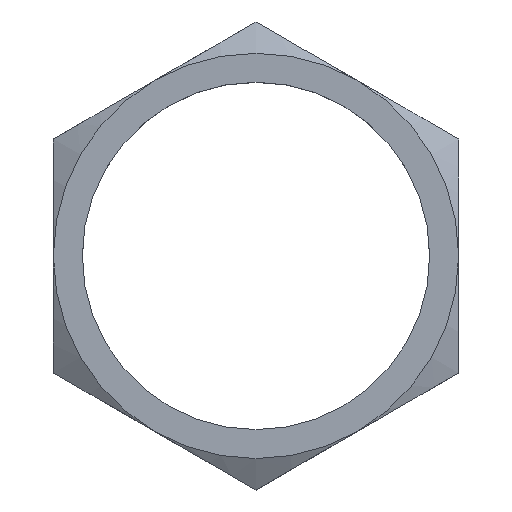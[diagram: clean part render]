
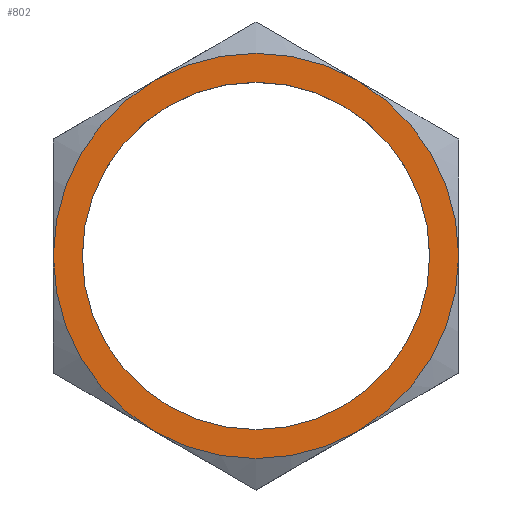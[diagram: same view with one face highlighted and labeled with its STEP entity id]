
A CAD part, top view. The second image highlights one B-rep face of the part: STEP entity #802.
In plain terms, the highlighted planar face has unit normal (0, 0, 1).
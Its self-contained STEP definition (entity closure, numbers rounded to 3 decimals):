
#70=CARTESIAN_POINT('',(-6.0,0.0,17.6));
#71=VERTEX_POINT('',#70);
#80=CARTESIAN_POINT('',(6.0,0.,17.6));
#81=VERTEX_POINT('',#80);
#82=CARTESIAN_POINT('',(0.0,0.0,17.6));
#83=DIRECTION('',(0.0,0.0,-1.0));
#84=DIRECTION('',(-1.0,0.0,0.0));
#85=AXIS2_PLACEMENT_3D('',#82,#83,#84);
#86=CIRCLE('',#85,6.0);
#87=EDGE_CURVE('',#81,#71,#86,.T.);
#121=CARTESIAN_POINT('',(0.0,0.0,17.6));
#122=DIRECTION('',(0.0,0.0,-1.0));
#123=DIRECTION('',(-1.0,0.0,0.0));
#124=AXIS2_PLACEMENT_3D('',#121,#122,#123);
#125=CIRCLE('',#124,6.0);
#126=EDGE_CURVE('',#71,#81,#125,.T.);
#138=CARTESIAN_POINT('',(3.5,-6.062,17.6));
#139=VERTEX_POINT('',#138);
#153=CARTESIAN_POINT('',(7.0,0.,17.6));
#154=VERTEX_POINT('',#153);
#168=CARTESIAN_POINT('',(0.0,0.,17.6));
#169=DIRECTION('',(0.0,0.0,1.0));
#170=DIRECTION('',(0.866,0.5,0.0));
#171=AXIS2_PLACEMENT_3D('',#168,#169,#170);
#172=CIRCLE('',#171,7.);
#173=EDGE_CURVE('',#139,#154,#172,.T.);
#183=CARTESIAN_POINT('',(3.5,6.062,17.6));
#184=VERTEX_POINT('',#183);
#200=CARTESIAN_POINT('',(0.0,0.,17.6));
#201=DIRECTION('',(0.0,0.0,1.0));
#202=DIRECTION('',(0.866,0.5,0.0));
#203=AXIS2_PLACEMENT_3D('',#200,#201,#202);
#204=CIRCLE('',#203,7.);
#205=EDGE_CURVE('',#154,#184,#204,.T.);
#230=CARTESIAN_POINT('',(-3.5,-6.062,17.6));
#231=VERTEX_POINT('',#230);
#258=CARTESIAN_POINT('',(0.0,0.,17.6));
#259=DIRECTION('',(0.0,0.0,1.0));
#260=DIRECTION('',(0.866,0.5,0.0));
#261=AXIS2_PLACEMENT_3D('',#258,#259,#260);
#262=CIRCLE('',#261,7.);
#263=EDGE_CURVE('',#231,#139,#262,.T.);
#275=CARTESIAN_POINT('',(-7.0,0.,17.6));
#276=VERTEX_POINT('',#275);
#303=CARTESIAN_POINT('',(0.0,0.,17.6));
#304=DIRECTION('',(0.0,0.0,1.0));
#305=DIRECTION('',(0.866,0.5,0.0));
#306=AXIS2_PLACEMENT_3D('',#303,#304,#305);
#307=CIRCLE('',#306,7.);
#308=EDGE_CURVE('',#276,#231,#307,.T.);
#318=CARTESIAN_POINT('',(-3.5,6.062,17.6));
#319=VERTEX_POINT('',#318);
#335=CARTESIAN_POINT('',(0.0,0.,17.6));
#336=DIRECTION('',(0.0,0.0,1.0));
#337=DIRECTION('',(0.866,0.5,0.0));
#338=AXIS2_PLACEMENT_3D('',#335,#336,#337);
#339=CIRCLE('',#338,7.);
#340=EDGE_CURVE('',#184,#319,#339,.T.);
#378=CARTESIAN_POINT('',(0.0,0.,17.6));
#379=DIRECTION('',(0.0,0.0,1.0));
#380=DIRECTION('',(0.866,0.5,0.0));
#381=AXIS2_PLACEMENT_3D('',#378,#379,#380);
#382=CIRCLE('',#381,7.);
#383=EDGE_CURVE('',#319,#276,#382,.T.);
#785=CARTESIAN_POINT('',(7.7,7.687,17.6));
#786=DIRECTION('',(0.0,0.0,-1.0));
#787=DIRECTION('',(-1.0,0.0,0.0));
#788=AXIS2_PLACEMENT_3D('',#785,#786,#787);
#789=PLANE('',#788);
#790=ORIENTED_EDGE('',*,*,#205,.T.);
#791=ORIENTED_EDGE('',*,*,#340,.T.);
#792=ORIENTED_EDGE('',*,*,#383,.T.);
#793=ORIENTED_EDGE('',*,*,#308,.T.);
#794=ORIENTED_EDGE('',*,*,#263,.T.);
#795=ORIENTED_EDGE('',*,*,#173,.T.);
#796=EDGE_LOOP('',(#790,#791,#792,#793,#794,#795));
#797=FACE_OUTER_BOUND('',#796,.T.);
#798=ORIENTED_EDGE('',*,*,#87,.T.);
#799=ORIENTED_EDGE('',*,*,#126,.T.);
#800=EDGE_LOOP('',(#798,#799));
#801=FACE_BOUND('',#800,.T.);
#802=ADVANCED_FACE('',(#797,#801),#789,.F.);
